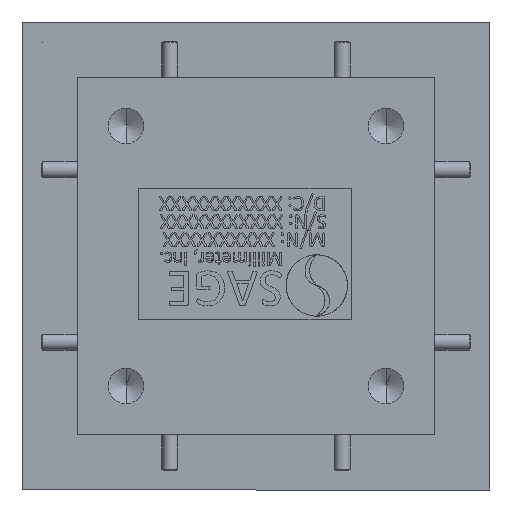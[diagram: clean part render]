
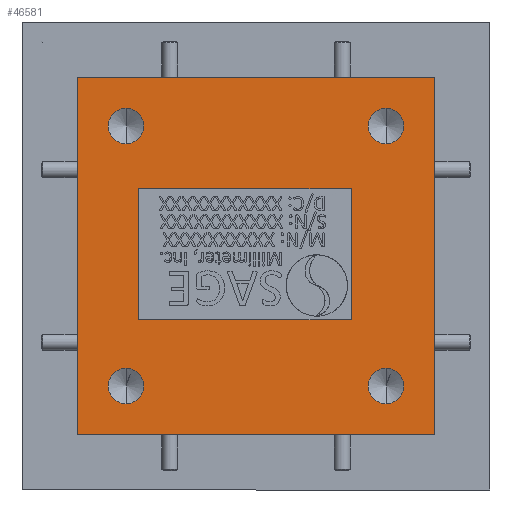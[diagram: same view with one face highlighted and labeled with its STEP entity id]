
A CAD part, front view. The second image highlights one B-rep face of the part: STEP entity #46581.
In plain terms, the highlighted planar face has unit normal (0, -1, 0).
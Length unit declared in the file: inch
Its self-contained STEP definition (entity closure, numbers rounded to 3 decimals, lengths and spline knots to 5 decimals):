
#475 = CARTESIAN_POINT ( 'NONE',  ( -0.6875, 0., 0.6875 ) ) ;
#1199 = CIRCLE ( 'NONE', #41331, 0.068 ) ;
#1264 = DIRECTION ( 'NONE',  ( 0., -1., 0. ) ) ;
#2154 = ORIENTED_EDGE ( 'NONE', *, *, #28031, .F. ) ;
#3799 = DIRECTION ( 'NONE',  ( 0., -1., 0. ) ) ;
#6270 = DIRECTION ( 'NONE',  ( 0., 0., -1. ) ) ;
#6348 = CARTESIAN_POINT ( 'NONE',  ( 0.6875, 0., 0.6875 ) ) ;
#7489 = AXIS2_PLACEMENT_3D ( 'NONE', #68998, #114235, #6270 ) ;
#9407 = CARTESIAN_POINT ( 'NONE',  ( -0.5, 0., -0.432 ) ) ;
#11428 = ORIENTED_EDGE ( 'NONE', *, *, #99782, .F. ) ;
#11764 = CIRCLE ( 'NONE', #112649, 0.068 ) ;
#13802 = VERTEX_POINT ( 'NONE', #77424 ) ;
#14390 = DIRECTION ( 'NONE',  ( 0., 1., 0. ) ) ;
#15352 = CARTESIAN_POINT ( 'NONE',  ( 0.5, 0., -0.568 ) ) ;
#19802 = CARTESIAN_POINT ( 'NONE',  ( -0.5, 0., 0.5 ) ) ;
#20181 = DIRECTION ( 'NONE',  ( 0., 0., -1. ) ) ;
#20228 = AXIS2_PLACEMENT_3D ( 'NONE', #19802, #73889, #20181 ) ;
#21743 = VERTEX_POINT ( 'NONE', #475 ) ;
#22733 = PLANE ( 'NONE',  #31629 ) ;
#22737 = CARTESIAN_POINT ( 'NONE',  ( 0.5, 0., 0.5 ) ) ;
#23568 = ORIENTED_EDGE ( 'NONE', *, *, #52511, .T. ) ;
#23704 = DIRECTION ( 'NONE',  ( 0., 0., 1. ) ) ;
#23839 = VECTOR ( 'NONE', #56703, 39.37008 ) ;
#24092 = VERTEX_POINT ( 'NONE', #112283 ) ;
#24181 = ORIENTED_EDGE ( 'NONE', *, *, #70888, .F. ) ;
#28031 = EDGE_CURVE ( 'NONE', #76358, #72468, #51598, .T. ) ;
#28077 = CARTESIAN_POINT ( 'NONE',  ( 0.5, 0., 0.5 ) ) ;
#28252 = VECTOR ( 'NONE', #104363, 39.37008 ) ;
#30525 = CARTESIAN_POINT ( 'NONE',  ( -0.5, 0., -0.568 ) ) ;
#30987 = AXIS2_PLACEMENT_3D ( 'NONE', #28077, #45806, #54850 ) ;
#31629 = AXIS2_PLACEMENT_3D ( 'NONE', #105385, #14390, #96248 ) ;
#36107 = FACE_OUTER_BOUND ( 'NONE', #78867, .T. ) ;
#37802 = DIRECTION ( 'NONE',  ( 0., -1., 0. ) ) ;
#38994 = EDGE_LOOP ( 'NONE', ( #46221, #11428 ) ) ;
#40940 = VECTOR ( 'NONE', #79695, 39.37008 ) ;
#41331 = AXIS2_PLACEMENT_3D ( 'NONE', #98919, #107282, #71529 ) ;
#42522 = VERTEX_POINT ( 'NONE', #75134 ) ;
#45806 = DIRECTION ( 'NONE',  ( 0., -1., 0. ) ) ;
#46221 = ORIENTED_EDGE ( 'NONE', *, *, #110174, .F. ) ;
#46542 = LINE ( 'NONE', #63079, #40940 ) ;
#46581 = ADVANCED_FACE ( 'NONE', ( #36107, #67140, #115394, #61460, #52939 ), #22733, .F. ) ;
#47393 = LINE ( 'NONE', #6348, #69989 ) ;
#48012 = CARTESIAN_POINT ( 'NONE',  ( 0.6875, 0., 0.6875 ) ) ;
#51598 = CIRCLE ( 'NONE', #67286, 0.068 ) ;
#52206 = EDGE_CURVE ( 'NONE', #21743, #13802, #86186, .T. ) ;
#52507 = CARTESIAN_POINT ( 'NONE',  ( 0.6875, 0., -0.6875 ) ) ;
#52511 = EDGE_CURVE ( 'NONE', #13802, #70469, #46542, .T. ) ;
#52939 = FACE_BOUND ( 'NONE', #107397, .T. ) ;
#53482 = LINE ( 'NONE', #48012, #23839 ) ;
#54246 = ORIENTED_EDGE ( 'NONE', *, *, #64176, .F. ) ;
#54269 = EDGE_CURVE ( 'NONE', #24092, #21743, #53482, .T. ) ;
#54844 = CARTESIAN_POINT ( 'NONE',  ( -0.5, 0., 0.568 ) ) ;
#54850 = DIRECTION ( 'NONE',  ( 0., 0., -1. ) ) ;
#55272 = CARTESIAN_POINT ( 'NONE',  ( -0.5, 0., -0.5 ) ) ;
#55805 = ORIENTED_EDGE ( 'NONE', *, *, #72119, .F. ) ;
#56460 = EDGE_CURVE ( 'NONE', #92069, #66214, #1199, .T. ) ;
#56703 = DIRECTION ( 'NONE',  ( -1., 0., 0. ) ) ;
#58558 = DIRECTION ( 'NONE',  ( 0., 0., -1. ) ) ;
#61460 = FACE_BOUND ( 'NONE', #84981, .T. ) ;
#61480 = ORIENTED_EDGE ( 'NONE', *, *, #74945, .F. ) ;
#63079 = CARTESIAN_POINT ( 'NONE',  ( 0.6875, 0., -0.6875 ) ) ;
#63400 = VERTEX_POINT ( 'NONE', #54844 ) ;
#64057 = ORIENTED_EDGE ( 'NONE', *, *, #116065, .T. ) ;
#64176 = EDGE_CURVE ( 'NONE', #79529, #110145, #91100, .T. ) ;
#65037 = DIRECTION ( 'NONE',  ( 0., 0., -1. ) ) ;
#66214 = VERTEX_POINT ( 'NONE', #70830 ) ;
#67140 = FACE_BOUND ( 'NONE', #38994, .T. ) ;
#67286 = AXIS2_PLACEMENT_3D ( 'NONE', #22737, #3799, #73647 ) ;
#68998 = CARTESIAN_POINT ( 'NONE',  ( -0.5, 0., -0.5 ) ) ;
#69608 = CIRCLE ( 'NONE', #30987, 0.068 ) ;
#69989 = VECTOR ( 'NONE', #23704, 39.37008 ) ;
#70469 = VERTEX_POINT ( 'NONE', #52507 ) ;
#70830 = CARTESIAN_POINT ( 'NONE',  ( 0.5, 0., -0.432 ) ) ;
#70888 = EDGE_CURVE ( 'NONE', #110145, #79529, #88459, .T. ) ;
#71529 = DIRECTION ( 'NONE',  ( 0., 0., -1. ) ) ;
#72119 = EDGE_CURVE ( 'NONE', #72468, #76358, #69608, .T. ) ;
#72175 = CARTESIAN_POINT ( 'NONE',  ( 0.5, 0., 0.432 ) ) ;
#72468 = VERTEX_POINT ( 'NONE', #72175 ) ;
#73647 = DIRECTION ( 'NONE',  ( 0., 0., -1. ) ) ;
#73889 = DIRECTION ( 'NONE',  ( 0., -1., 0. ) ) ;
#74945 = EDGE_CURVE ( 'NONE', #66214, #92069, #79166, .T. ) ;
#75134 = CARTESIAN_POINT ( 'NONE',  ( -0.5, 0., 0.432 ) ) ;
#76358 = VERTEX_POINT ( 'NONE', #113647 ) ;
#77424 = CARTESIAN_POINT ( 'NONE',  ( -0.6875, 0., -0.6875 ) ) ;
#78867 = EDGE_LOOP ( 'NONE', ( #23568, #64057, #92891, #87473 ) ) ;
#79166 = CIRCLE ( 'NONE', #116796, 0.068 ) ;
#79529 = VERTEX_POINT ( 'NONE', #30525 ) ;
#79695 = DIRECTION ( 'NONE',  ( 1., 0., 0. ) ) ;
#83264 = EDGE_LOOP ( 'NONE', ( #112514, #61480 ) ) ;
#84981 = EDGE_LOOP ( 'NONE', ( #55805, #2154 ) ) ;
#86186 = LINE ( 'NONE', #95632, #28252 ) ;
#87192 = AXIS2_PLACEMENT_3D ( 'NONE', #55272, #1264, #101656 ) ;
#87473 = ORIENTED_EDGE ( 'NONE', *, *, #52206, .T. ) ;
#88459 = CIRCLE ( 'NONE', #7489, 0.068 ) ;
#91100 = CIRCLE ( 'NONE', #87192, 0.068 ) ;
#91993 = CARTESIAN_POINT ( 'NONE',  ( -0.5, 0., 0.5 ) ) ;
#92069 = VERTEX_POINT ( 'NONE', #15352 ) ;
#92891 = ORIENTED_EDGE ( 'NONE', *, *, #54269, .T. ) ;
#95632 = CARTESIAN_POINT ( 'NONE',  ( -0.6875, 0., 0.6875 ) ) ;
#96248 = DIRECTION ( 'NONE',  ( 0., 0., 1. ) ) ;
#98919 = CARTESIAN_POINT ( 'NONE',  ( 0.5, 0., -0.5 ) ) ;
#99782 = EDGE_CURVE ( 'NONE', #63400, #42522, #111903, .T. ) ;
#101656 = DIRECTION ( 'NONE',  ( 0., 0., -1. ) ) ;
#103764 = DIRECTION ( 'NONE',  ( 0., -1., 0. ) ) ;
#104363 = DIRECTION ( 'NONE',  ( 0., 0., -1. ) ) ;
#105385 = CARTESIAN_POINT ( 'NONE',  ( 0., 0., 0. ) ) ;
#107282 = DIRECTION ( 'NONE',  ( 0., -1., 0. ) ) ;
#107397 = EDGE_LOOP ( 'NONE', ( #54246, #24181 ) ) ;
#110145 = VERTEX_POINT ( 'NONE', #9407 ) ;
#110174 = EDGE_CURVE ( 'NONE', #42522, #63400, #11764, .T. ) ;
#111903 = CIRCLE ( 'NONE', #20228, 0.068 ) ;
#112283 = CARTESIAN_POINT ( 'NONE',  ( 0.6875, 0., 0.6875 ) ) ;
#112514 = ORIENTED_EDGE ( 'NONE', *, *, #56460, .F. ) ;
#112649 = AXIS2_PLACEMENT_3D ( 'NONE', #91993, #37802, #65037 ) ;
#112917 = CARTESIAN_POINT ( 'NONE',  ( 0.5, 0., -0.5 ) ) ;
#113647 = CARTESIAN_POINT ( 'NONE',  ( 0.5, 0., 0.568 ) ) ;
#114235 = DIRECTION ( 'NONE',  ( 0., -1., 0. ) ) ;
#115394 = FACE_BOUND ( 'NONE', #83264, .T. ) ;
#116065 = EDGE_CURVE ( 'NONE', #70469, #24092, #47393, .T. ) ;
#116796 = AXIS2_PLACEMENT_3D ( 'NONE', #112917, #103764, #58558 ) ;
